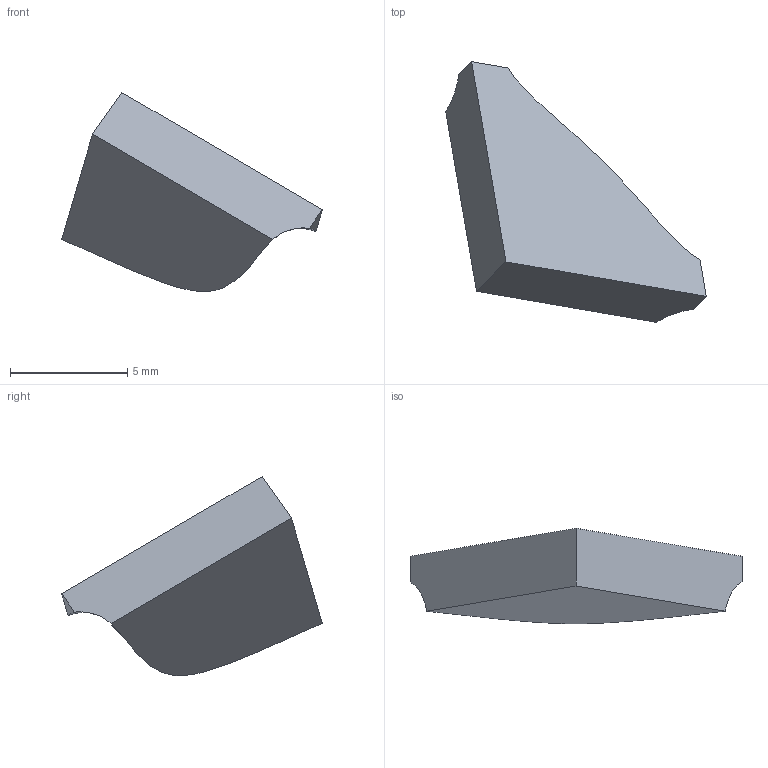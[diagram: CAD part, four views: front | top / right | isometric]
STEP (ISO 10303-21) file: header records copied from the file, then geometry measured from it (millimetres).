
FILE_DESCRIPTION(('FreeCAD Model'),'2;1');
FILE_NAME('solid1.stp' ,'2022-02-25T10:58:24',('FreeCAD'),('FreeCAD'), 'Open CASCADE STEP processor 7.3','FreeCAD','Unknown');
FILE_SCHEMA(('AUTOMOTIVE_DESIGN { 1 0 10303 214 1 1 1 1 }'));
Length unit declared in the file: millimetre
Products named in the file (1): Open CASCADE STEP translator 7.3 4
Bounding box: 11.1 x 11.1 x 8.48 mm (x, y, z)
Volume: 152.7 mm3; surface area: 218.8 mm2
Topology: 1 solids, 1 shells, 8 faces, 18 edges, 12 vertices
Faces by surface type: plane 6, torus 2
Entity records: 1169 total; most frequent: CARTESIAN_POINT 825, DIRECTION 49, ORIENTED_EDGE 36, PCURVE 36, DEFINITIONAL_REPRESENTATION 36, LINE 29, VECTOR 29, B_SPLINE_CURVE_WITH_KNOTS 24
